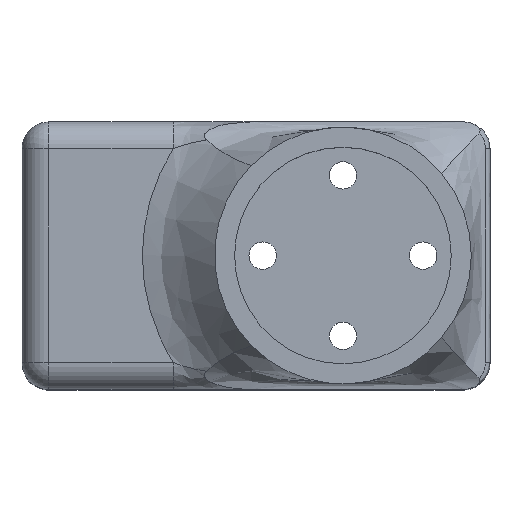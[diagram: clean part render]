
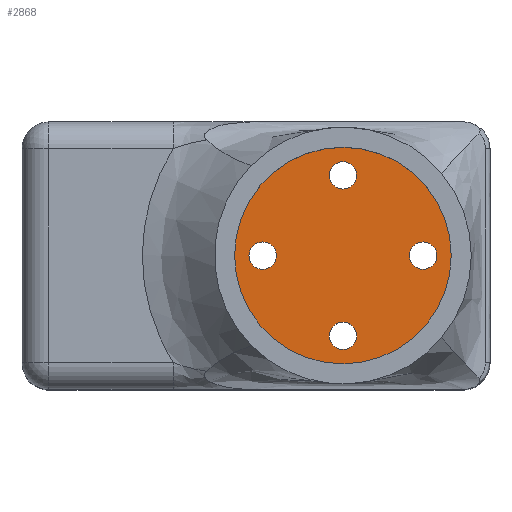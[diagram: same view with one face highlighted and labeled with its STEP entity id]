
A CAD part, top view. The second image highlights one B-rep face of the part: STEP entity #2868.
In plain terms, the highlighted planar face has unit normal (0, 0, 1).
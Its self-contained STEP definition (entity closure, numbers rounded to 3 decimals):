
#62=FACE_BOUND('',#895,.T.);
#63=FACE_BOUND('',#896,.T.);
#64=FACE_BOUND('',#897,.T.);
#65=FACE_BOUND('',#898,.T.);
#127=CIRCLE('',#3081,1.025);
#128=CIRCLE('',#3083,1.025);
#129=CIRCLE('',#3085,1.025);
#130=CIRCLE('',#3087,1.025);
#131=CIRCLE('',#3089,8.1);
#649=PLANE('',#3088);
#715=FACE_OUTER_BOUND('',#894,.T.);
#894=EDGE_LOOP('',(#2038));
#895=EDGE_LOOP('',(#2039));
#896=EDGE_LOOP('',(#2040));
#897=EDGE_LOOP('',(#2041));
#898=EDGE_LOOP('',(#2042));
#1224=VERTEX_POINT('',#5423);
#1225=VERTEX_POINT('',#5427);
#1226=VERTEX_POINT('',#5431);
#1227=VERTEX_POINT('',#5435);
#1228=VERTEX_POINT('',#5439);
#1527=EDGE_CURVE('',#1224,#1224,#127,.T.);
#1529=EDGE_CURVE('',#1225,#1225,#128,.T.);
#1531=EDGE_CURVE('',#1226,#1226,#129,.T.);
#1533=EDGE_CURVE('',#1227,#1227,#130,.T.);
#1535=EDGE_CURVE('',#1228,#1228,#131,.T.);
#2038=ORIENTED_EDGE('',*,*,#1535,.T.);
#2039=ORIENTED_EDGE('',*,*,#1533,.F.);
#2040=ORIENTED_EDGE('',*,*,#1531,.F.);
#2041=ORIENTED_EDGE('',*,*,#1529,.F.);
#2042=ORIENTED_EDGE('',*,*,#1527,.F.);
#2868=ADVANCED_FACE('',(#715,#62,#63,#64,#65),#649,.F.);
#3081=AXIS2_PLACEMENT_3D('',#5424,#3523,#3524);
#3083=AXIS2_PLACEMENT_3D('',#5428,#3528,#3529);
#3085=AXIS2_PLACEMENT_3D('',#5432,#3533,#3534);
#3087=AXIS2_PLACEMENT_3D('',#5436,#3538,#3539);
#3088=AXIS2_PLACEMENT_3D('',#5438,#3541,#3542);
#3089=AXIS2_PLACEMENT_3D('',#5440,#3543,#3544);
#3523=DIRECTION('center_axis',(0.,0.,
1.));
#3524=DIRECTION('ref_axis',(1.,0.,0.));
#3528=DIRECTION('center_axis',(0.,0.,
1.));
#3529=DIRECTION('ref_axis',(1.,0.,0.));
#3533=DIRECTION('center_axis',(0.,0.,
1.));
#3534=DIRECTION('ref_axis',(1.,0.,0.));
#3538=DIRECTION('center_axis',(0.,0.,
1.));
#3539=DIRECTION('ref_axis',(1.,0.,0.));
#3541=DIRECTION('center_axis',(0.,0.,
-1.));
#3542=DIRECTION('ref_axis',(1.,0.,0.));
#3543=DIRECTION('center_axis',(0.,0.,
1.));
#3544=DIRECTION('ref_axis',(1.,0.,0.));
#5423=CARTESIAN_POINT('',(209.63,-130.847,27.239));
#5424=CARTESIAN_POINT('Origin',(210.655,-130.847,27.239));
#5427=CARTESIAN_POINT('',(203.63,-136.847,27.239));
#5428=CARTESIAN_POINT('Origin',(204.655,-136.847,27.239));
#5431=CARTESIAN_POINT('',(215.63,-136.847,27.239));
#5432=CARTESIAN_POINT('Origin',(216.655,-136.847,27.239));
#5435=CARTESIAN_POINT('',(209.63,-142.847,27.239));
#5436=CARTESIAN_POINT('Origin',(210.655,-142.847,27.239));
#5438=CARTESIAN_POINT('Origin',(210.655,-136.847,27.239));
#5439=CARTESIAN_POINT('',(202.555,-136.847,27.239));
#5440=CARTESIAN_POINT('Origin',(210.655,-136.847,27.239));
